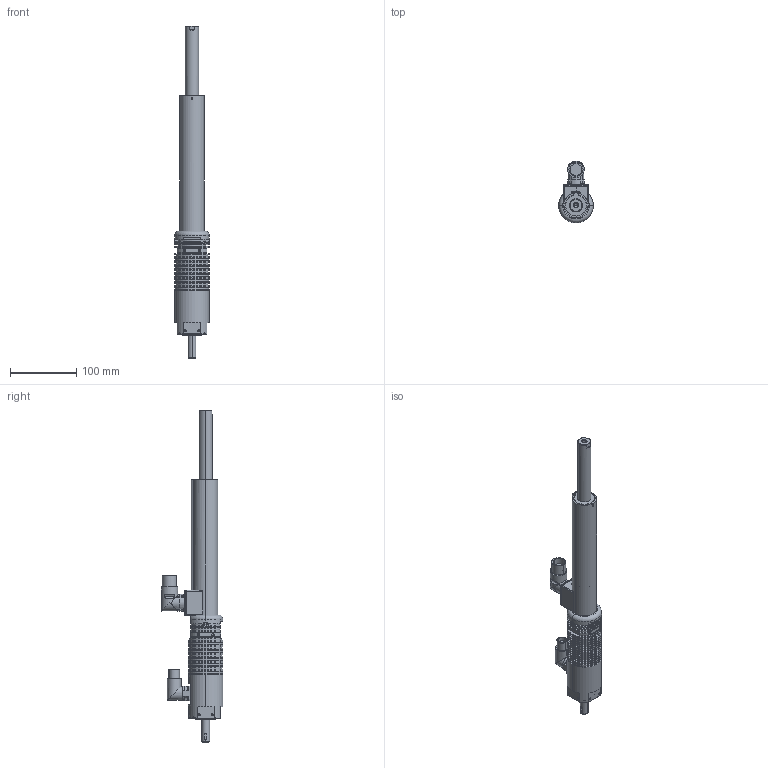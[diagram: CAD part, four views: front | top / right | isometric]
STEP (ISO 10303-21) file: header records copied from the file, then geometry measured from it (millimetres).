
FILE_DESCRIPTION (( 'STEP AP214' ), '1' );
FILE_NAME ('0186-0219_200226_PR01-52x40-R!37x120F-HP-C-80.STEP', '2020-02-26T10:15:43', ( '' ), ( '' ), 'SwSTEP 2.0', 'SolidWorks 2019', '' );
FILE_SCHEMA (( 'AUTOMOTIVE_DESIGN' ));
Length unit declared in the file: millimetre
Products named in the file (3): 0186-0219_200226_PR01-52x40-R!37x120F-HP-C-80; Stator-PR01-52x40; PL01+DA12-80
Assembly tree (2 placements, depth 2):
  0186-0219_200226_PR01-52x40-R!37x120F-HP-C-80
    Stator-PR01-52x40
    PL01+DA12-80
Bounding box: 52 x 93.4 x 502.6 mm (x, y, z)
Volume: 607270.5 mm3; surface area: 140676 mm2
Topology: 2 solids, 16 shells, 1269 faces, 3147 edges, 1929 vertices
Faces by surface type: cylinder 524, plane 481, cone 140, torus 67, bspline 45, sphere 12
Entity records: 42213 total; most frequent: CARTESIAN_POINT 11283, DIRECTION 6248, ORIENTED_EDGE 6142, EDGE_CURVE 3071, AXIS2_PLACEMENT_3D 2458, VERTEX_POINT 1929, EDGE_LOOP 1404, LINE 1332
